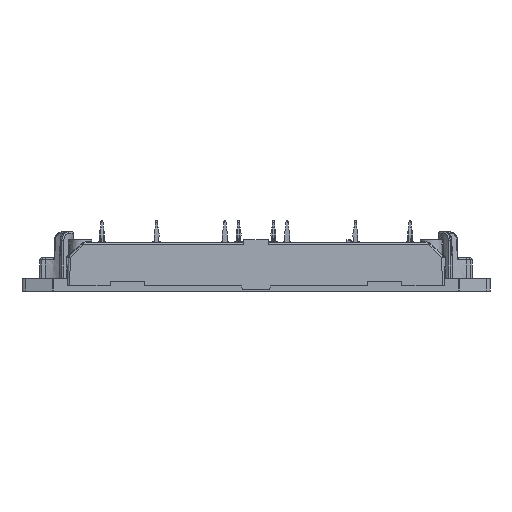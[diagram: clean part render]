
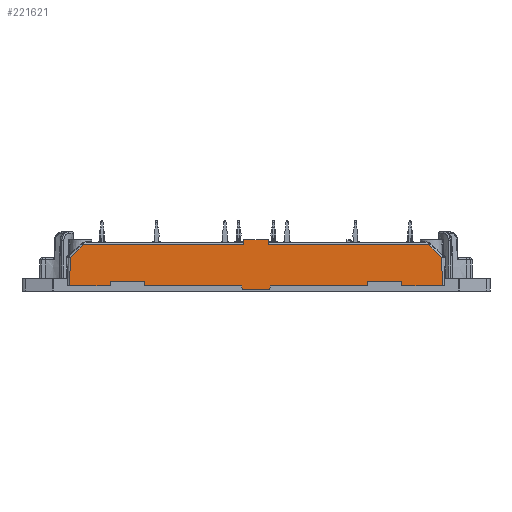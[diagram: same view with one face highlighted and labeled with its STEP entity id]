
A CAD part, front view. The second image highlights one B-rep face of the part: STEP entity #221621.
In plain terms, the highlighted planar face has unit normal (0, -1, 0.026).
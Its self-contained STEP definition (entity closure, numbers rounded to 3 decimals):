
#28497=ORIENTED_EDGE('',*,*,#70230,.F.);
#28498=ORIENTED_EDGE('',*,*,#70231,.T.);
#28499=ORIENTED_EDGE('',*,*,#70232,.F.);
#28500=ORIENTED_EDGE('',*,*,#70233,.T.);
#28501=ORIENTED_EDGE('',*,*,#70234,.T.);
#28502=ORIENTED_EDGE('',*,*,#68588,.F.);
#28503=ORIENTED_EDGE('',*,*,#68586,.T.);
#28504=ORIENTED_EDGE('',*,*,#69968,.F.);
#28505=ORIENTED_EDGE('',*,*,#68581,.T.);
#28506=ORIENTED_EDGE('',*,*,#70089,.T.);
#28507=ORIENTED_EDGE('',*,*,#68579,.T.);
#28508=ORIENTED_EDGE('',*,*,#68577,.T.);
#28509=ORIENTED_EDGE('',*,*,#70235,.T.);
#28510=ORIENTED_EDGE('',*,*,#70236,.F.);
#28511=ORIENTED_EDGE('',*,*,#70237,.T.);
#28512=ORIENTED_EDGE('',*,*,#70238,.T.);
#28513=ORIENTED_EDGE('',*,*,#70239,.T.);
#28514=ORIENTED_EDGE('',*,*,#68609,.F.);
#28515=ORIENTED_EDGE('',*,*,#68613,.T.);
#28516=ORIENTED_EDGE('',*,*,#68618,.F.);
#28517=ORIENTED_EDGE('',*,*,#68619,.F.);
#28518=ORIENTED_EDGE('',*,*,#68623,.T.);
#68577=EDGE_CURVE('',#87377,#87714,#107177,.T.);
#68579=EDGE_CURVE('',#87716,#87377,#107179,.T.);
#68581=EDGE_CURVE('',#87717,#87718,#107180,.F.);
#68586=EDGE_CURVE('',#87380,#87720,#107184,.F.);
#68588=EDGE_CURVE('',#87380,#87722,#107186,.T.);
#68609=EDGE_CURVE('',#87737,#87738,#107203,.F.);
#68613=EDGE_CURVE('',#87737,#87741,#107207,.T.);
#68618=EDGE_CURVE('',#87744,#87741,#107212,.F.);
#68619=EDGE_CURVE('',#87745,#87744,#107213,.T.);
#68623=EDGE_CURVE('',#87745,#87747,#107217,.F.);
#69968=EDGE_CURVE('',#87717,#87720,#107793,.T.);
#70089=EDGE_CURVE('',#87718,#87716,#107844,.T.);
#70230=EDGE_CURVE('',#88925,#87747,#107900,.F.);
#70231=EDGE_CURVE('',#88925,#88926,#107901,.F.);
#70232=EDGE_CURVE('',#88927,#88926,#107902,.F.);
#70233=EDGE_CURVE('',#88927,#88928,#107903,.F.);
#70234=EDGE_CURVE('',#88928,#87722,#107904,.F.);
#70235=EDGE_CURVE('',#87714,#88929,#107905,.F.);
#70236=EDGE_CURVE('',#88930,#88929,#107906,.F.);
#70237=EDGE_CURVE('',#88930,#88931,#107907,.F.);
#70238=EDGE_CURVE('',#88931,#88932,#107908,.F.);
#70239=EDGE_CURVE('',#88932,#87738,#107909,.F.);
#87377=VERTEX_POINT('',#308636);
#87380=VERTEX_POINT('',#308646);
#87714=VERTEX_POINT('',#312837);
#87716=VERTEX_POINT('',#312843);
#87717=VERTEX_POINT('',#312847);
#87718=VERTEX_POINT('',#312848);
#87720=VERTEX_POINT('',#312855);
#87722=VERTEX_POINT('',#312861);
#87737=VERTEX_POINT('',#312926);
#87738=VERTEX_POINT('',#312927);
#87741=VERTEX_POINT('',#312935);
#87744=VERTEX_POINT('',#312943);
#87745=VERTEX_POINT('',#312947);
#87747=VERTEX_POINT('',#312953);
#88925=VERTEX_POINT('',#318145);
#88926=VERTEX_POINT('',#318147);
#88927=VERTEX_POINT('',#318149);
#88928=VERTEX_POINT('',#318151);
#88929=VERTEX_POINT('',#318154);
#88930=VERTEX_POINT('',#318156);
#88931=VERTEX_POINT('',#318158);
#88932=VERTEX_POINT('',#318160);
#107177=LINE('',#312838,#126170);
#107179=LINE('',#312842,#126172);
#107180=LINE('',#312846,#126173);
#107184=LINE('',#312856,#126177);
#107186=LINE('',#312860,#126179);
#107203=LINE('',#312925,#126196);
#107207=LINE('',#312934,#126200);
#107212=LINE('',#312944,#126205);
#107213=LINE('',#312946,#126206);
#107217=LINE('',#312955,#126210);
#107793=LINE('',#317192,#126786);
#107844=LINE('',#317616,#126837);
#107900=LINE('',#318144,#126893);
#107901=LINE('',#318146,#126894);
#107902=LINE('',#318148,#126895);
#107903=LINE('',#318150,#126896);
#107904=LINE('',#318152,#126897);
#107905=LINE('',#318153,#126898);
#107906=LINE('',#318155,#126899);
#107907=LINE('',#318157,#126900);
#107908=LINE('',#318159,#126901);
#107909=LINE('',#318161,#126902);
#126170=VECTOR('',#260090,1000.);
#126172=VECTOR('',#260094,1000.);
#126173=VECTOR('',#260099,1000.);
#126177=VECTOR('',#260107,1000.);
#126179=VECTOR('',#260111,1000.);
#126196=VECTOR('',#260144,1000.);
#126200=VECTOR('',#260150,1000.);
#126205=VECTOR('',#260157,1000.);
#126206=VECTOR('',#260160,1000.);
#126210=VECTOR('',#260166,1000.);
#126786=VECTOR('',#262274,1000.);
#126837=VECTOR('',#262417,1000.);
#126893=VECTOR('',#262601,1000.);
#126894=VECTOR('',#262602,1000.);
#126895=VECTOR('',#262603,1000.);
#126896=VECTOR('',#262604,1000.);
#126897=VECTOR('',#262605,1000.);
#126898=VECTOR('',#262606,1000.);
#126899=VECTOR('',#262607,1000.);
#126900=VECTOR('',#262608,1000.);
#126901=VECTOR('',#262609,1000.);
#126902=VECTOR('',#262610,1000.);
#137193=EDGE_LOOP('',(#28497,#28498,#28499,#28500,#28501,#28502,#28503,
#28504,#28505,#28506,#28507,#28508,#28509,#28510,#28511,#28512,#28513,#28514,
#28515,#28516,#28517,#28518));
#146231=FACE_BOUND('',#137193,.T.);
#154725=PLANE('',#230936);
#221621=ADVANCED_FACE('',(#146231),#154725,.T.);
#230936=AXIS2_PLACEMENT_3D('',#318143,#262599,#262600);
#260090=DIRECTION('',(-0.707,-0.019,-0.707));
#260094=DIRECTION('',(-1.,0.,0.));
#260099=DIRECTION('',(1.,0.,0.));
#260107=DIRECTION('',(1.,0.,0.));
#260111=DIRECTION('',(0.707,-0.019,-0.707));
#260144=DIRECTION('',(1.,0.,0.));
#260150=DIRECTION('',(0.174,-0.026,-0.984));
#260157=DIRECTION('',(1.,0.,0.));
#260160=DIRECTION('',(-0.174,-0.026,-0.984));
#260166=DIRECTION('',(-1.,0.,0.));
#262274=DIRECTION('',(0.017,-0.026,-1.));
#262417=DIRECTION('',(-0.017,-0.026,-1.));
#262599=DIRECTION('',(0.,-1.,0.026));
#262600=DIRECTION('',(0.,-0.026,-1.));
#262601=DIRECTION('',(0.,0.026,1.));
#262602=DIRECTION('',(-1.,0.,0.));
#262603=DIRECTION('',(0.,-0.026,-1.));
#262604=DIRECTION('',(-1.,0.,0.));
#262605=DIRECTION('',(0.026,-0.026,-0.999));
#262606=DIRECTION('',(0.026,0.026,0.999));
#262607=DIRECTION('',(1.,0.,0.));
#262608=DIRECTION('',(0.,-0.026,-1.));
#262609=DIRECTION('',(-1.,0.,0.));
#262610=DIRECTION('',(0.,0.026,1.));
#308636=CARTESIAN_POINT('',(-40.443,-30.719,7.363));
#308646=CARTESIAN_POINT('',(40.443,-30.719,7.363));
#312837=CARTESIAN_POINT('',(-43.474,-30.798,4.332));
#312838=CARTESIAN_POINT('',(-23.298,-30.27,24.508));
#312842=CARTESIAN_POINT('',(0.,-30.719,7.363));
#312843=CARTESIAN_POINT('',(-2.845,-30.719,7.363));
#312846=CARTESIAN_POINT('',(0.,-30.689,8.5));
#312847=CARTESIAN_POINT('',(2.825,-30.689,8.5));
#312848=CARTESIAN_POINT('',(-2.825,-30.689,8.5));
#312855=CARTESIAN_POINT('',(2.845,-30.719,7.363));
#312856=CARTESIAN_POINT('',(0.,-30.719,7.363));
#312860=CARTESIAN_POINT('',(23.298,-30.27,24.508));
#312861=CARTESIAN_POINT('',(43.474,-30.798,4.332));
#312925=CARTESIAN_POINT('',(0.,-30.972,-2.3));
#312926=CARTESIAN_POINT('',(-3.359,-30.972,-2.3));
#312927=CARTESIAN_POINT('',(-26.147,-30.972,-2.3));
#312934=CARTESIAN_POINT('',(-3.861,-30.897,0.546));
#312935=CARTESIAN_POINT('',(-3.218,-30.993,-3.1));
#312943=CARTESIAN_POINT('',(3.218,-30.993,-3.1));
#312944=CARTESIAN_POINT('',(3.5,-30.993,-3.1));
#312946=CARTESIAN_POINT('',(3.861,-30.897,0.546));
#312947=CARTESIAN_POINT('',(3.359,-30.972,-2.3));
#312953=CARTESIAN_POINT('',(26.147,-30.972,-2.3));
#312955=CARTESIAN_POINT('',(0.,-30.972,-2.3));
#317192=CARTESIAN_POINT('',(2.849,-30.725,7.119));
#317616=CARTESIAN_POINT('',(-2.849,-30.725,7.119));
#318143=CARTESIAN_POINT('',(0.,-30.879,1.226));
#318144=CARTESIAN_POINT('',(26.147,-30.879,1.226));
#318145=CARTESIAN_POINT('',(26.147,-30.945,-1.3));
#318146=CARTESIAN_POINT('',(0.,-30.945,-1.3));
#318147=CARTESIAN_POINT('',(34.147,-30.945,-1.3));
#318148=CARTESIAN_POINT('',(34.147,-30.879,1.226));
#318149=CARTESIAN_POINT('',(34.147,-30.972,-2.3));
#318150=CARTESIAN_POINT('',(0.,-30.972,-2.3));
#318151=CARTESIAN_POINT('',(43.647,-30.972,-2.3));
#318152=CARTESIAN_POINT('',(43.525,-30.849,2.365));
#318153=CARTESIAN_POINT('',(-43.525,-30.849,2.365));
#318154=CARTESIAN_POINT('',(-43.647,-30.972,-2.3));
#318155=CARTESIAN_POINT('',(0.,-30.972,-2.3));
#318156=CARTESIAN_POINT('',(-34.147,-30.972,-2.3));
#318157=CARTESIAN_POINT('',(-34.147,-30.879,1.226));
#318158=CARTESIAN_POINT('',(-34.147,-30.945,-1.3));
#318159=CARTESIAN_POINT('',(0.,-30.945,-1.3));
#318160=CARTESIAN_POINT('',(-26.147,-30.945,-1.3));
#318161=CARTESIAN_POINT('',(-26.147,-30.879,1.226));
